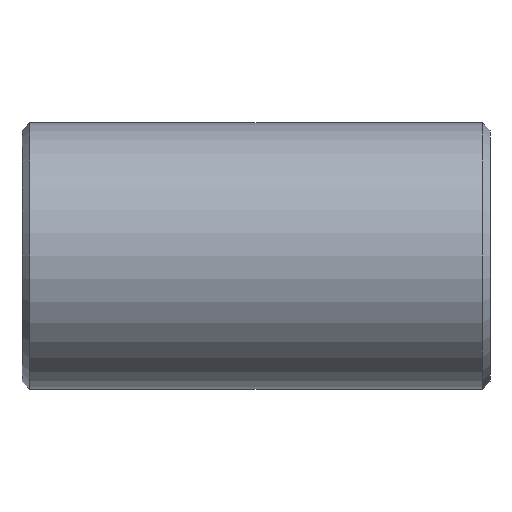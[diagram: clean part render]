
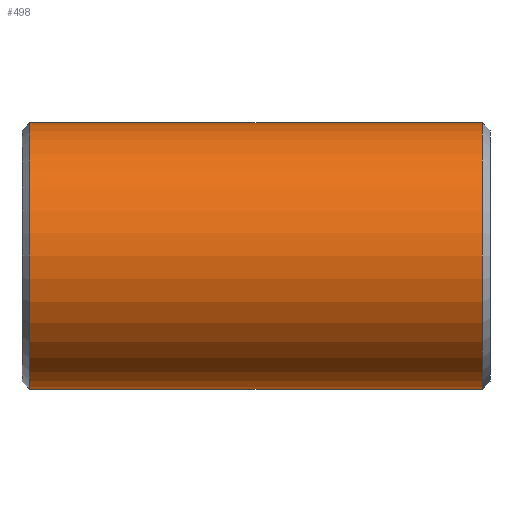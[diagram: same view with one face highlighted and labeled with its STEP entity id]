
A CAD part, front view. The second image highlights one B-rep face of the part: STEP entity #498.
In plain terms, the highlighted cylindrical face has radius 70.65 mm (diameter 141.3 mm), a partial arc.
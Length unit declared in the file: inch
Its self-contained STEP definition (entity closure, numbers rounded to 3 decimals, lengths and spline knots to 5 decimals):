
#15 = CIRCLE ( 'NONE', #644, 2.7815 ) ;
#36 = CARTESIAN_POINT ( 'NONE',  ( 4.88, 0., 2.7815 ) ) ;
#44 = DIRECTION ( 'NONE',  ( 0., 0., -1. ) ) ;
#47 = CARTESIAN_POINT ( 'NONE',  ( 4.71333, 0., 2.7815 ) ) ;
#53 = CARTESIAN_POINT ( 'NONE',  ( 4.71333, 0., 0. ) ) ;
#55 = DIRECTION ( 'NONE',  ( -1., 0., 0. ) ) ;
#118 = VECTOR ( 'NONE', #783, 39.37008 ) ;
#156 = VERTEX_POINT ( 'NONE', #828 ) ;
#168 = FACE_OUTER_BOUND ( 'NONE', #817, .T. ) ;
#180 = LINE ( 'NONE', #311, #433 ) ;
#220 = AXIS2_PLACEMENT_3D ( 'NONE', #431, #379, #233 ) ;
#233 = DIRECTION ( 'NONE',  ( 0., 0., 1. ) ) ;
#247 = EDGE_CURVE ( 'NONE', #156, #654, #395, .T. ) ;
#278 = ORIENTED_EDGE ( 'NONE', *, *, #402, .T. ) ;
#311 = CARTESIAN_POINT ( 'NONE',  ( 4.88, 0., -2.7815 ) ) ;
#338 = ORIENTED_EDGE ( 'NONE', *, *, #709, .T. ) ;
#379 = DIRECTION ( 'NONE',  ( -1., 0., 0. ) ) ;
#385 = CARTESIAN_POINT ( 'NONE',  ( -4.71333, 0., -2.7815 ) ) ;
#395 = CIRCLE ( 'NONE', #805, 2.7815 ) ;
#402 = EDGE_CURVE ( 'NONE', #813, #156, #614, .T. ) ;
#427 = CARTESIAN_POINT ( 'NONE',  ( -4.71333, 0., 0. ) ) ;
#431 = CARTESIAN_POINT ( 'NONE',  ( 4.88, 0., 0. ) ) ;
#433 = VECTOR ( 'NONE', #629, 39.37008 ) ;
#498 = ADVANCED_FACE ( 'NONE', ( #168 ), #507, .T. ) ;
#507 = CYLINDRICAL_SURFACE ( 'NONE', #220, 2.7815 ) ;
#538 = DIRECTION ( 'NONE',  ( 0., 0., 1. ) ) ;
#614 = LINE ( 'NONE', #36, #118 ) ;
#629 = DIRECTION ( 'NONE',  ( -1., 0., 0. ) ) ;
#644 = AXIS2_PLACEMENT_3D ( 'NONE', #53, #55, #44 ) ;
#654 = VERTEX_POINT ( 'NONE', #385 ) ;
#669 = VERTEX_POINT ( 'NONE', #688 ) ;
#688 = CARTESIAN_POINT ( 'NONE',  ( 4.71333, 0., -2.7815 ) ) ;
#689 = EDGE_CURVE ( 'NONE', #669, #654, #180, .T. ) ;
#705 = ORIENTED_EDGE ( 'NONE', *, *, #247, .T. ) ;
#709 = EDGE_CURVE ( 'NONE', #669, #813, #15, .T. ) ;
#731 = DIRECTION ( 'NONE',  ( 1., 0., 0. ) ) ;
#783 = DIRECTION ( 'NONE',  ( -1., 0., 0. ) ) ;
#805 = AXIS2_PLACEMENT_3D ( 'NONE', #427, #731, #538 ) ;
#813 = VERTEX_POINT ( 'NONE', #47 ) ;
#817 = EDGE_LOOP ( 'NONE', ( #825, #338, #278, #705 ) ) ;
#825 = ORIENTED_EDGE ( 'NONE', *, *, #689, .F. ) ;
#828 = CARTESIAN_POINT ( 'NONE',  ( -4.71333, 0., 2.7815 ) ) ;
